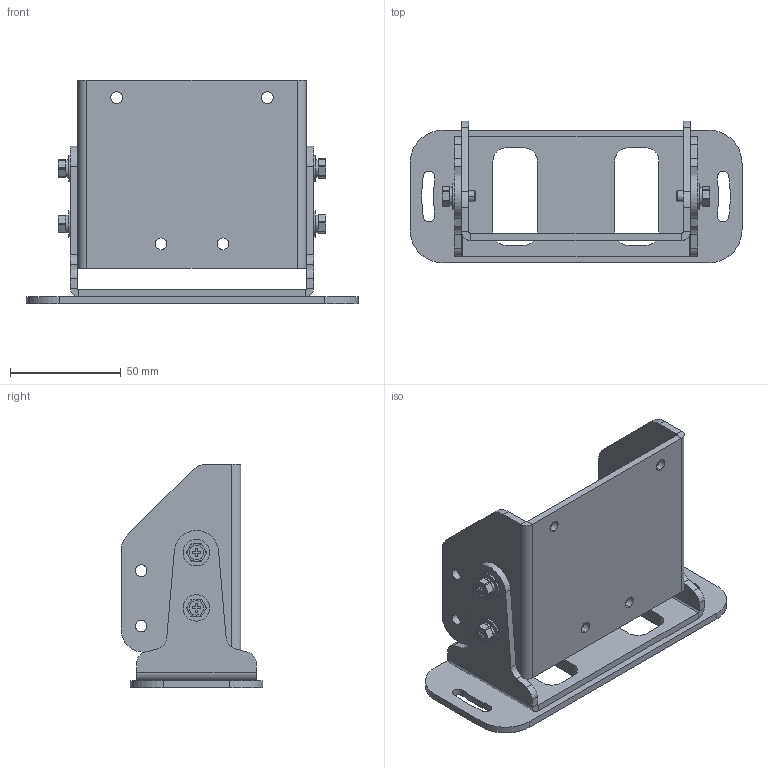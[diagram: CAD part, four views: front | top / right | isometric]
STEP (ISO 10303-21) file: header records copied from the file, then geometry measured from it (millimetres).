
FILE_DESCRIPTION (( 'STEP AP214' ), '1' );
FILE_NAME ('”w–ÊŽæ•t‹à‹ï.STEP', '2016-01-24T23:54:02', ( 'hokuyo' ), ( '' ), 'SwSTEP 2.0', 'SolidWorks 2015', '' );
FILE_SCHEMA (( 'AUTOMOTIVE_DESIGN' ));
Length unit declared in the file: millimetre
Products named in the file (6): M5 BOLT; 背面取付調整BKT; 背面取付角度調整BKT; 背面取付角度調整BKT2; 娃敖庢晅BKT; 背面取付金具
Assembly tree (8 placements, depth 3):
  背面取付金具
    娃敖庢晅BKT
    背面取付調整BKT
      背面取付角度調整BKT2
      背面取付角度調整BKT
    M5 BOLT  x4
Bounding box: 150 x 64 x 101.2 mm (x, y, z)
Volume: 98404.5 mm3; surface area: 69936.4 mm2
Topology: 7 solids, 7 shells, 374 faces, 944 edges, 600 vertices
Faces by surface type: plane 186, cylinder 156, cone 32
Entity records: 7003 total; most frequent: DIRECTION 1227, CARTESIAN_POINT 1217, ORIENTED_EDGE 1126, EDGE_CURVE 563, AXIS2_PLACEMENT_3D 456, VERTEX_POINT 360, VECTOR 315, LINE 315
